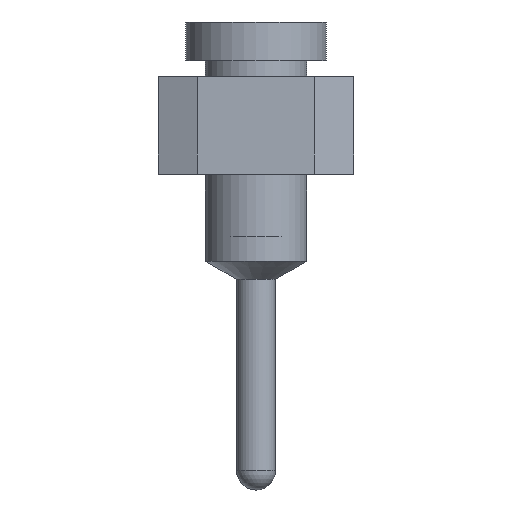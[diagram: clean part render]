
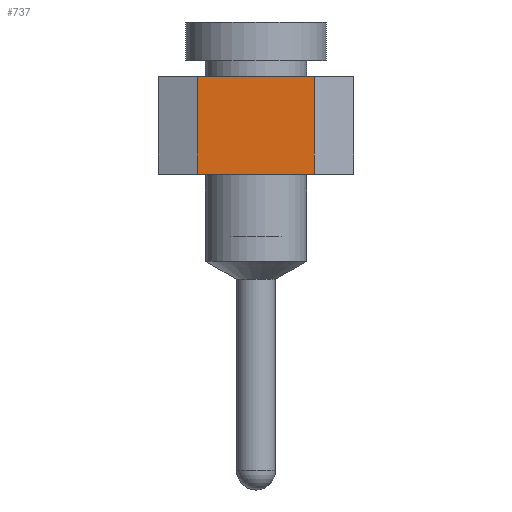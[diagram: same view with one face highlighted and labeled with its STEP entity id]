
A CAD part, left-side view. The second image highlights one B-rep face of the part: STEP entity #737.
In plain terms, the highlighted planar face has unit normal (-1, 0, 0).
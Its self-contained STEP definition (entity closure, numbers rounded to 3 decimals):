
#737 = ADVANCED_FACE('',(#738),#772,.F.);
#738 = FACE_BOUND('',#739,.T.);
#739 = EDGE_LOOP('',(#740,#750,#758,#766));
#740 = ORIENTED_EDGE('',*,*,#741,.T.);
#741 = EDGE_CURVE('',#742,#744,#746,.T.);
#742 = VERTEX_POINT('',#743);
#743 = CARTESIAN_POINT('',(-22.86,0.762,2.57));
#744 = VERTEX_POINT('',#745);
#745 = CARTESIAN_POINT('',(-22.86,0.762,1.3));
#746 = LINE('',#747,#748);
#747 = CARTESIAN_POINT('',(-22.86,0.762,3.84));
#748 = VECTOR('',#749,1.);
#749 = DIRECTION('',(0.,0.,-1.));
#750 = ORIENTED_EDGE('',*,*,#751,.T.);
#751 = EDGE_CURVE('',#744,#752,#754,.T.);
#752 = VERTEX_POINT('',#753);
#753 = CARTESIAN_POINT('',(-22.86,-0.762,1.3));
#754 = LINE('',#755,#756);
#755 = CARTESIAN_POINT('',(-22.86,1.27,1.3));
#756 = VECTOR('',#757,1.);
#757 = DIRECTION('',(0.,-1.,0.));
#758 = ORIENTED_EDGE('',*,*,#759,.F.);
#759 = EDGE_CURVE('',#760,#752,#762,.T.);
#760 = VERTEX_POINT('',#761);
#761 = CARTESIAN_POINT('',(-22.86,-0.762,2.57));
#762 = LINE('',#763,#764);
#763 = CARTESIAN_POINT('',(-22.86,-0.762,3.84));
#764 = VECTOR('',#765,1.);
#765 = DIRECTION('',(0.,0.,-1.));
#766 = ORIENTED_EDGE('',*,*,#767,.F.);
#767 = EDGE_CURVE('',#742,#760,#768,.T.);
#768 = LINE('',#769,#770);
#769 = CARTESIAN_POINT('',(-22.86,1.27,2.57));
#770 = VECTOR('',#771,1.);
#771 = DIRECTION('',(0.,-1.,0.));
#772 = PLANE('',#773);
#773 = AXIS2_PLACEMENT_3D('',#774,#775,#776);
#774 = CARTESIAN_POINT('',(-22.86,1.27,2.57));
#775 = DIRECTION('',(1.,0.,0.));
#776 = DIRECTION('',(0.,1.,0.));
